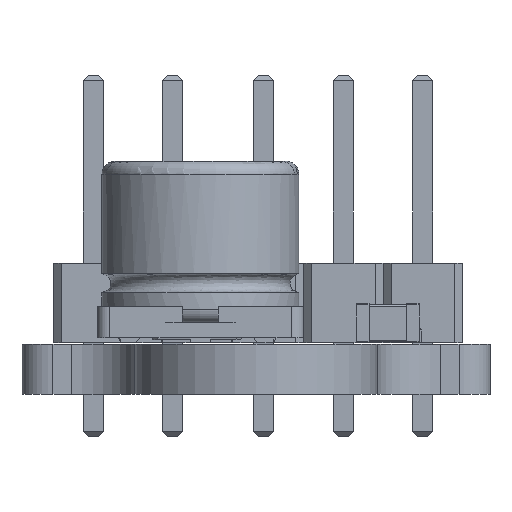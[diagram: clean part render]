
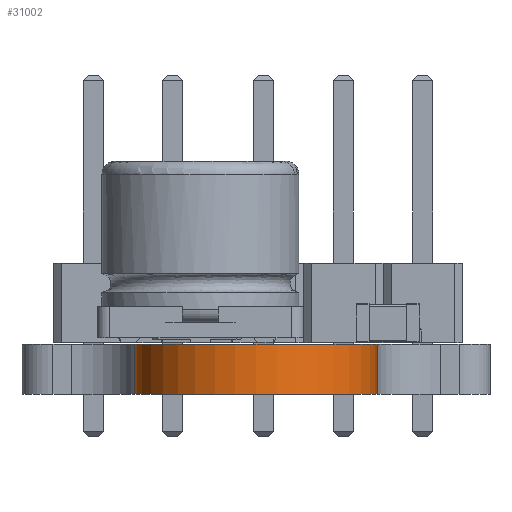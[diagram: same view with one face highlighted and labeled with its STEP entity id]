
A CAD part, left-side view. The second image highlights one B-rep face of the part: STEP entity #31002.
In plain terms, the highlighted cylindrical face has radius 3.873 mm (diameter 7.747 mm), a partial arc.
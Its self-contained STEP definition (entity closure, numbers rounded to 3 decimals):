
#29103 = PLANE('',#29104);
#29104 = AXIS2_PLACEMENT_3D('',#29105,#29106,#29107);
#29105 = CARTESIAN_POINT('',(152.4,-111.125,1.6));
#29106 = DIRECTION('',(0.,0.,1.));
#29107 = DIRECTION('',(1.,0.,0.));
#29158 = PLANE('',#29159);
#29159 = AXIS2_PLACEMENT_3D('',#29160,#29161,#29162);
#29160 = CARTESIAN_POINT('',(152.4,-111.125,0.));
#29161 = DIRECTION('',(0.,0.,1.));
#29162 = DIRECTION('',(1.,0.,0.));
#29437 = VERTEX_POINT('',#29438);
#29438 = CARTESIAN_POINT('',(138.049,-107.252,0.));
#29452 = PLANE('',#29453);
#29453 = AXIS2_PLACEMENT_3D('',#29454,#29455,#29456);
#29454 = CARTESIAN_POINT('',(139.129,-107.252,0.));
#29455 = DIRECTION('',(0.,-1.,0.));
#29456 = DIRECTION('',(-1.,0.,0.));
#29464 = EDGE_CURVE('',#29437,#29465,#29467,.T.);
#29465 = VERTEX_POINT('',#29466);
#29466 = CARTESIAN_POINT('',(138.049,-114.999,0.));
#29467 = SURFACE_CURVE('',#29468,(#29473,#29480),.PCURVE_S1.);
#29468 = CIRCLE('',#29469,3.874);
#29469 = AXIS2_PLACEMENT_3D('',#29470,#29471,#29472);
#29470 = CARTESIAN_POINT('',(138.049,-111.125,0.));
#29471 = DIRECTION('',(0.,0.,1.));
#29472 = DIRECTION('',(1.,0.,0.));
#29473 = PCURVE('',#29158,#29474);
#29474 = DEFINITIONAL_REPRESENTATION('',(#29475),#29479);
#29475 = CIRCLE('',#29476,3.874);
#29476 = AXIS2_PLACEMENT_2D('',#29477,#29478);
#29477 = CARTESIAN_POINT('',(-14.351,0.));
#29478 = DIRECTION('',(1.,0.));
#29479 = ( GEOMETRIC_REPRESENTATION_CONTEXT(2) 
PARAMETRIC_REPRESENTATION_CONTEXT() REPRESENTATION_CONTEXT('2D SPACE',''
  ) );
#29480 = PCURVE('',#29481,#29486);
#29481 = CYLINDRICAL_SURFACE('',#29482,3.874);
#29482 = AXIS2_PLACEMENT_3D('',#29483,#29484,#29485);
#29483 = CARTESIAN_POINT('',(138.049,-111.125,0.));
#29484 = DIRECTION('',(0.,0.,-1.));
#29485 = DIRECTION('',(1.,0.,0.));
#29486 = DEFINITIONAL_REPRESENTATION('',(#29487),#29491);
#29487 = LINE('',#29488,#29489);
#29488 = CARTESIAN_POINT('',(0.,0.));
#29489 = VECTOR('',#29490,1.);
#29490 = DIRECTION('',(-1.,0.));
#29491 = ( GEOMETRIC_REPRESENTATION_CONTEXT(2) 
PARAMETRIC_REPRESENTATION_CONTEXT() REPRESENTATION_CONTEXT('2D SPACE',''
  ) );
#29509 = PLANE('',#29510);
#29510 = AXIS2_PLACEMENT_3D('',#29511,#29512,#29513);
#29511 = CARTESIAN_POINT('',(138.049,-114.999,0.));
#29512 = DIRECTION('',(0.,1.,0.));
#29513 = DIRECTION('',(1.,0.,0.));
#30174 = VERTEX_POINT('',#30175);
#30175 = CARTESIAN_POINT('',(138.049,-107.252,1.6));
#30196 = EDGE_CURVE('',#30174,#30197,#30199,.T.);
#30197 = VERTEX_POINT('',#30198);
#30198 = CARTESIAN_POINT('',(138.049,-114.999,1.6));
#30199 = SURFACE_CURVE('',#30200,(#30205,#30212),.PCURVE_S1.);
#30200 = CIRCLE('',#30201,3.874);
#30201 = AXIS2_PLACEMENT_3D('',#30202,#30203,#30204);
#30202 = CARTESIAN_POINT('',(138.049,-111.125,1.6));
#30203 = DIRECTION('',(0.,0.,1.));
#30204 = DIRECTION('',(1.,0.,0.));
#30205 = PCURVE('',#29103,#30206);
#30206 = DEFINITIONAL_REPRESENTATION('',(#30207),#30211);
#30207 = CIRCLE('',#30208,3.874);
#30208 = AXIS2_PLACEMENT_2D('',#30209,#30210);
#30209 = CARTESIAN_POINT('',(-14.351,0.));
#30210 = DIRECTION('',(1.,0.));
#30211 = ( GEOMETRIC_REPRESENTATION_CONTEXT(2) 
PARAMETRIC_REPRESENTATION_CONTEXT() REPRESENTATION_CONTEXT('2D SPACE',''
  ) );
#30212 = PCURVE('',#29481,#30213);
#30213 = DEFINITIONAL_REPRESENTATION('',(#30214),#30218);
#30214 = LINE('',#30215,#30216);
#30215 = CARTESIAN_POINT('',(0.,-1.6));
#30216 = VECTOR('',#30217,1.);
#30217 = DIRECTION('',(-1.,0.));
#30218 = ( GEOMETRIC_REPRESENTATION_CONTEXT(2) 
PARAMETRIC_REPRESENTATION_CONTEXT() REPRESENTATION_CONTEXT('2D SPACE',''
  ) );
#30954 = EDGE_CURVE('',#29437,#30174,#30955,.T.);
#30955 = SURFACE_CURVE('',#30956,(#30960,#30967),.PCURVE_S1.);
#30956 = LINE('',#30957,#30958);
#30957 = CARTESIAN_POINT('',(138.049,-107.252,0.));
#30958 = VECTOR('',#30959,1.);
#30959 = DIRECTION('',(0.,0.,1.));
#30960 = PCURVE('',#29452,#30961);
#30961 = DEFINITIONAL_REPRESENTATION('',(#30962),#30966);
#30962 = LINE('',#30963,#30964);
#30963 = CARTESIAN_POINT('',(1.08,0.));
#30964 = VECTOR('',#30965,1.);
#30965 = DIRECTION('',(0.,-1.));
#30966 = ( GEOMETRIC_REPRESENTATION_CONTEXT(2) 
PARAMETRIC_REPRESENTATION_CONTEXT() REPRESENTATION_CONTEXT('2D SPACE',''
  ) );
#30967 = PCURVE('',#29481,#30968);
#30968 = DEFINITIONAL_REPRESENTATION('',(#30969),#30973);
#30969 = LINE('',#30970,#30971);
#30970 = CARTESIAN_POINT('',(-1.571,0.));
#30971 = VECTOR('',#30972,1.);
#30972 = DIRECTION('',(0.,-1.));
#30973 = ( GEOMETRIC_REPRESENTATION_CONTEXT(2) 
PARAMETRIC_REPRESENTATION_CONTEXT() REPRESENTATION_CONTEXT('2D SPACE',''
  ) );
#31002 = ADVANCED_FACE('',(#31003),#29481,.T.);
#31003 = FACE_BOUND('',#31004,.F.);
#31004 = EDGE_LOOP('',(#31005,#31006,#31007,#31028));
#31005 = ORIENTED_EDGE('',*,*,#30954,.T.);
#31006 = ORIENTED_EDGE('',*,*,#30196,.T.);
#31007 = ORIENTED_EDGE('',*,*,#31008,.F.);
#31008 = EDGE_CURVE('',#29465,#30197,#31009,.T.);
#31009 = SURFACE_CURVE('',#31010,(#31014,#31021),.PCURVE_S1.);
#31010 = LINE('',#31011,#31012);
#31011 = CARTESIAN_POINT('',(138.049,-114.999,0.));
#31012 = VECTOR('',#31013,1.);
#31013 = DIRECTION('',(0.,0.,1.));
#31014 = PCURVE('',#29481,#31015);
#31015 = DEFINITIONAL_REPRESENTATION('',(#31016),#31020);
#31016 = LINE('',#31017,#31018);
#31017 = CARTESIAN_POINT('',(-4.712,0.));
#31018 = VECTOR('',#31019,1.);
#31019 = DIRECTION('',(0.,-1.));
#31020 = ( GEOMETRIC_REPRESENTATION_CONTEXT(2) 
PARAMETRIC_REPRESENTATION_CONTEXT() REPRESENTATION_CONTEXT('2D SPACE',''
  ) );
#31021 = PCURVE('',#29509,#31022);
#31022 = DEFINITIONAL_REPRESENTATION('',(#31023),#31027);
#31023 = LINE('',#31024,#31025);
#31024 = CARTESIAN_POINT('',(0.,0.));
#31025 = VECTOR('',#31026,1.);
#31026 = DIRECTION('',(0.,-1.));
#31027 = ( GEOMETRIC_REPRESENTATION_CONTEXT(2) 
PARAMETRIC_REPRESENTATION_CONTEXT() REPRESENTATION_CONTEXT('2D SPACE',''
  ) );
#31028 = ORIENTED_EDGE('',*,*,#29464,.F.);
